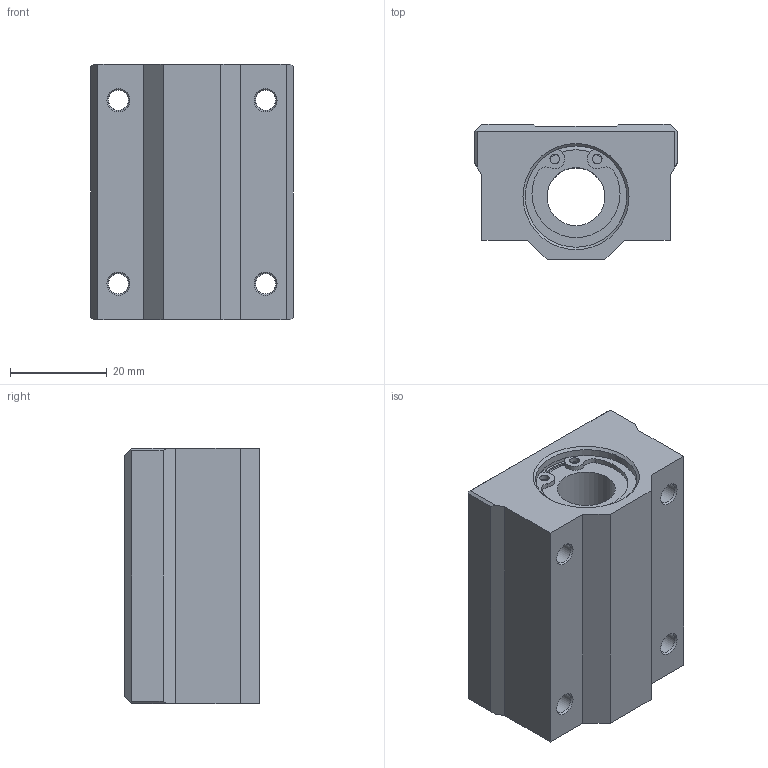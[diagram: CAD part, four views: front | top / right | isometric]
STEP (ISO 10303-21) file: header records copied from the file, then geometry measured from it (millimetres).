
FILE_DESCRIPTION( ( 'STEP AP203' ), '1' );
FILE_NAME( 'LHBBD12_2_03.stp', ' ', ( ' ' ), ( ' ' ), 'PSStep 15.0.47', 'PARTsolutions', ' ' );
FILE_SCHEMA( ( 'CONFIG_CONTROL_DESIGN' ) );
Length unit declared in the file: millimetre
Products named in the file (4): LHBBD12; _LHBBD12-2_b; _LMUD12; _LH-RRING-C-INT-S-21
Assembly tree (4 placements, depth 2):
  LHBBD12
    _LHBBD12-2_b
    _LMUD12
    _LH-RRING-C-INT-S-21  x2
Bounding box: 42 x 28 x 53 mm (x, y, z)
Volume: 45237.2 mm3; surface area: 19159.6 mm2
Topology: 4 solids, 4 shells, 99 faces, 225 edges, 146 vertices
Faces by surface type: plane 48, cylinder 39, cone 10, torus 2
Full cylindrical faces by diameter (mm): 2 x4, 4.134 x4, 4.3 x4, 12 x1, 20 x2, 21 x6, 22 x2
Entity records: 2369 total; most frequent: DIRECTION 406, CARTESIAN_POINT 368, ORIENTED_EDGE 312, AXIS2_PLACEMENT_3D 160, EDGE_CURVE 156, EDGE_LOOP 146, VERTEX_POINT 122, FACE_OUTER_BOUND 108
